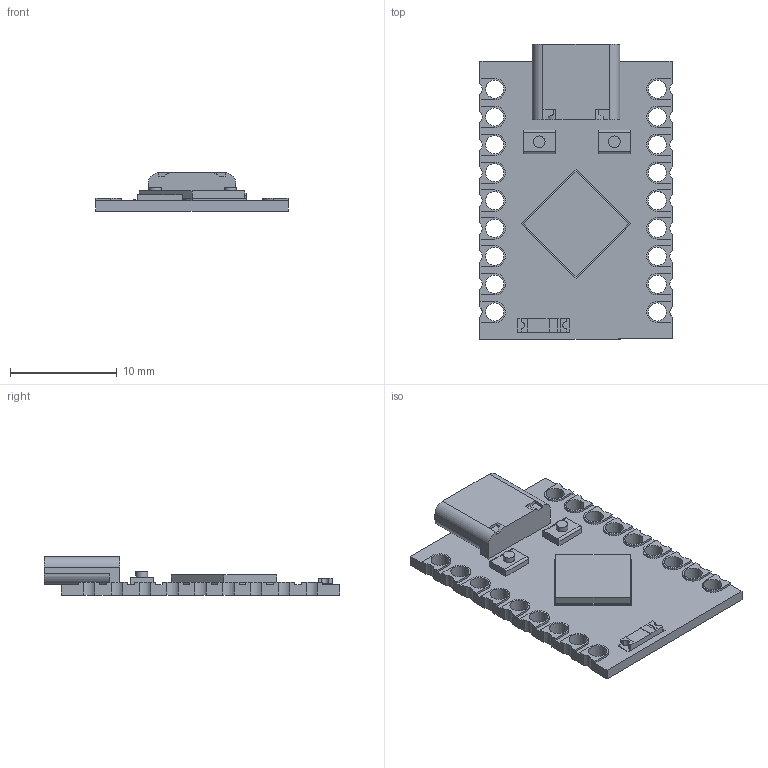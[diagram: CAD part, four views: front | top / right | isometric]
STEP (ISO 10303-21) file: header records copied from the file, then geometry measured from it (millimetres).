
FILE_DESCRIPTION(/* description */ ('Unknown'),/* implementation_level */ '2;1');
FILE_NAME(/* name */ 'esp32 s3 ',/* time_stamp */ '2025-09-04T19:06:55-03:00',/* author */ ('Unknown'),/* organization */ ('Unknown'),/* preprocessor_version */ 'ST-DEVELOPER v16',/* originating_system */ 'DEX',/* authorisation */ $);
FILE_SCHEMA (('AUTOMOTIVE_DESIGN {1 0 10303 214 3 1 1}'));
Length unit declared in the file: millimetre
Products named in the file (1): esp32 s3 + pines
Bounding box: 18 x 27.71 x 3.6 mm (x, y, z)
Volume: 554.3 mm3; surface area: 1364.2 mm2
Topology: 1 solids, 1 shells, 231 faces, 659 edges, 439 vertices
Faces by surface type: plane 159, cylinder 70, bspline 2
Full cylindrical faces by diameter (mm): 1.098 x1, 1.1 x1, 1.7 x18
Entity records: 9240 total; most frequent: CARTESIAN_POINT 1459, ORIENTED_EDGE 1272, DIRECTION 1234, EDGE_CURVE 636, LINE 490, VECTOR 490, VERTEX_POINT 436, AXIS2_PLACEMENT_3D 372
